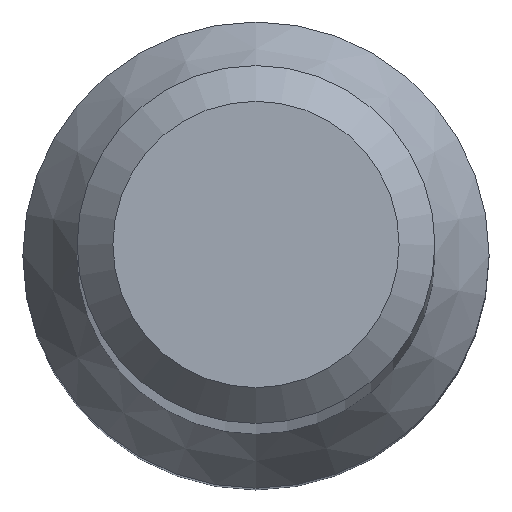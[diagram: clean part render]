
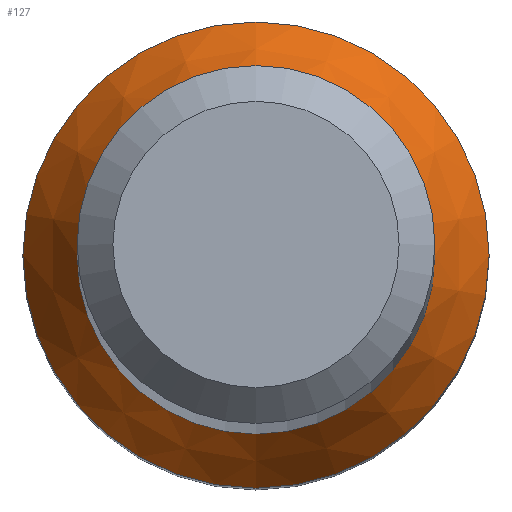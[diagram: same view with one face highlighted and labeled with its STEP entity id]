
A CAD part, top view. The second image highlights one B-rep face of the part: STEP entity #127.
In plain terms, the highlighted conical face has half-angle 30 degrees and reference radius 2.605 mm.
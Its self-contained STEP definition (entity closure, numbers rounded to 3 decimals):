
#5 = VERTEX_POINT ( 'NONE', #192 ) ;
#15 = EDGE_CURVE ( 'NONE', #5, #5, #100, .T. ) ;
#22 = DIRECTION ( 'NONE',  ( 0., 1., 0. ) ) ;
#51 = EDGE_LOOP ( 'NONE', ( #238 ) ) ;
#52 = ORIENTED_EDGE ( 'NONE', *, *, #15, .F. ) ;
#73 = DIRECTION ( 'NONE',  ( 0., 1., 0. ) ) ;
#85 = CONICAL_SURFACE ( 'NONE', #220, 2.605, 0.524 ) ;
#89 = DIRECTION ( 'NONE',  ( 0., 0., -1. ) ) ;
#92 = FACE_OUTER_BOUND ( 'NONE', #101, .T. ) ;
#100 = CIRCLE ( 'NONE', #151, 2.605 ) ;
#101 = EDGE_LOOP ( 'NONE', ( #52 ) ) ;
#108 = CARTESIAN_POINT ( 'NONE',  ( 0., 0., 13.048 ) ) ;
#116 = AXIS2_PLACEMENT_3D ( 'NONE', #108, #181, #180 ) ;
#123 = EDGE_CURVE ( 'NONE', #228, #228, #125, .T. ) ;
#125 = CIRCLE ( 'NONE', #116, 2. ) ;
#127 = ADVANCED_FACE ( 'NONE', ( #147, #92 ), #85, .T. ) ;
#147 = FACE_BOUND ( 'NONE', #51, .T. ) ;
#151 = AXIS2_PLACEMENT_3D ( 'NONE', #224, #89, #73 ) ;
#157 = CARTESIAN_POINT ( 'NONE',  ( 0., 2., 13.048 ) ) ;
#180 = DIRECTION ( 'NONE',  ( 0., 1., 0. ) ) ;
#181 = DIRECTION ( 'NONE',  ( 0., 0., -1. ) ) ;
#192 = CARTESIAN_POINT ( 'NONE',  ( 0., 2.605, 12. ) ) ;
#199 = CARTESIAN_POINT ( 'NONE',  ( 0., 0., 12. ) ) ;
#220 = AXIS2_PLACEMENT_3D ( 'NONE', #199, #222, #22 ) ;
#222 = DIRECTION ( 'NONE',  ( 0., 0., -1. ) ) ;
#224 = CARTESIAN_POINT ( 'NONE',  ( 0., 0., 12. ) ) ;
#228 = VERTEX_POINT ( 'NONE', #157 ) ;
#238 = ORIENTED_EDGE ( 'NONE', *, *, #123, .T. ) ;
